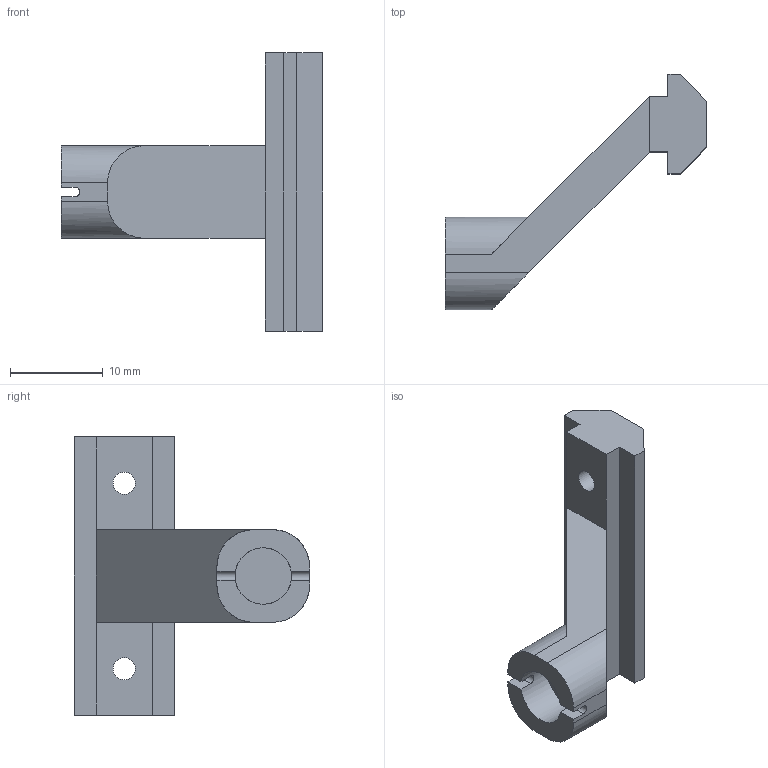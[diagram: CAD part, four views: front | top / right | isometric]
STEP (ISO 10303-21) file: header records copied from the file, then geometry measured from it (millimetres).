
FILE_DESCRIPTION(('FreeCAD Model'),'2;1');
FILE_NAME('Open CASCADE Shape Model','2022-09-16T14:39:30',('Author'),( ''),'Open CASCADE STEP processor 7.5','FreeCAD','Unknown');
FILE_SCHEMA(('AUTOMOTIVE_DESIGN { 1 0 10303 214 1 1 1 1 }'));
Length unit declared in the file: millimetre
Products named in the file (1): Fillet
Bounding box: 28.2 x 25.38 x 30 mm (x, y, z)
Volume: 2764.2 mm3; surface area: 2082.3 mm2
Topology: 1 solids, 1 shells, 37 faces, 100 edges, 66 vertices
Faces by surface type: plane 27, cylinder 10
Full cylindrical faces by diameter (mm): 2.4 x3, 6.1 x1
Entity records: 2626 total; most frequent: CARTESIAN_POINT 623, DIRECTION 360, LINE 237, VECTOR 237, ORIENTED_EDGE 200, PCURVE 200, DEFINITIONAL_REPRESENTATION 200, EDGE_CURVE 100
